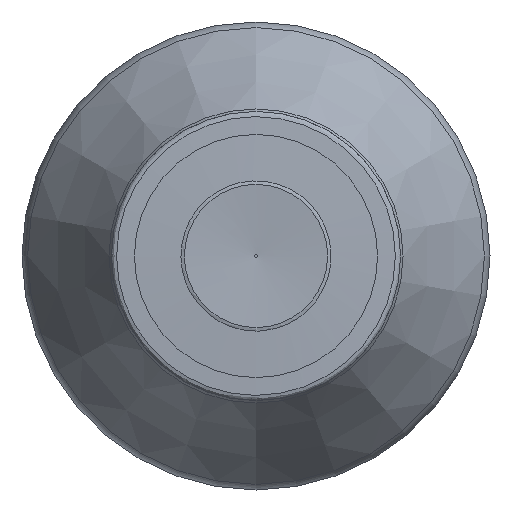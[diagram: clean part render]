
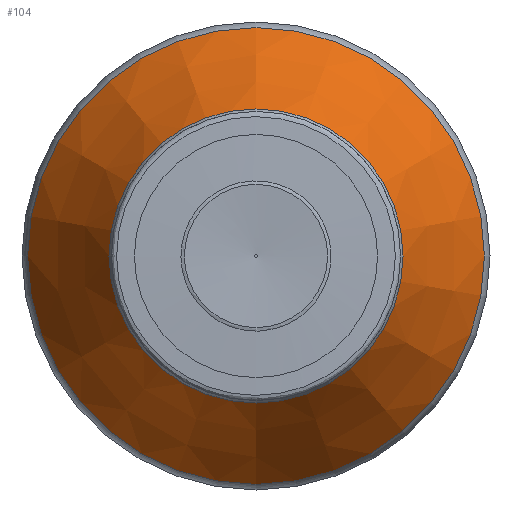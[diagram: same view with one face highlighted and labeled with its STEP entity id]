
A CAD part, left-side view. The second image highlights one B-rep face of the part: STEP entity #104.
In plain terms, the highlighted conical face has half-angle 30.256 degrees and reference radius 16.591 mm.
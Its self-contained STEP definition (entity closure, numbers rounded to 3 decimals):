
#82=CONICAL_SURFACE('',#406,16.591,30.256);
#104=ADVANCED_FACE('',(#155,#156),#82,.T.);
#155=FACE_BOUND('',#208,.T.);
#156=FACE_BOUND('',#209,.T.);
#208=EDGE_LOOP('',(#264));
#209=EDGE_LOOP('',(#265));
#264=ORIENTED_EDGE('',*,*,#334,.T.);
#265=ORIENTED_EDGE('',*,*,#333,.F.);
#305=VERTEX_POINT('',#582);
#306=VERTEX_POINT('',#585);
#333=EDGE_CURVE('',#305,#305,#361,.T.);
#334=EDGE_CURVE('',#306,#306,#362,.T.);
#361=CIRCLE('',#403,16.591);
#362=CIRCLE('',#405,10.681);
#403=AXIS2_PLACEMENT_3D('',#581,#483,#484);
#405=AXIS2_PLACEMENT_3D('',#584,#487,#488);
#406=AXIS2_PLACEMENT_3D('',#586,#489,#490);
#483=DIRECTION('',(1.,0.,0.));
#484=DIRECTION('',(0.,0.,1.));
#487=DIRECTION('',(1.,0.,0.));
#488=DIRECTION('',(0.,0.,1.));
#489=DIRECTION('',(1.,0.,0.));
#490=DIRECTION('',(0.,0.,-1.));
#581=CARTESIAN_POINT('',(100.299,0.,0.));
#582=CARTESIAN_POINT('',(100.299,0.,16.591));
#584=CARTESIAN_POINT('',(90.168,0.,0.));
#585=CARTESIAN_POINT('',(90.168,0.,10.681));
#586=CARTESIAN_POINT('',(100.299,0.,0.));
